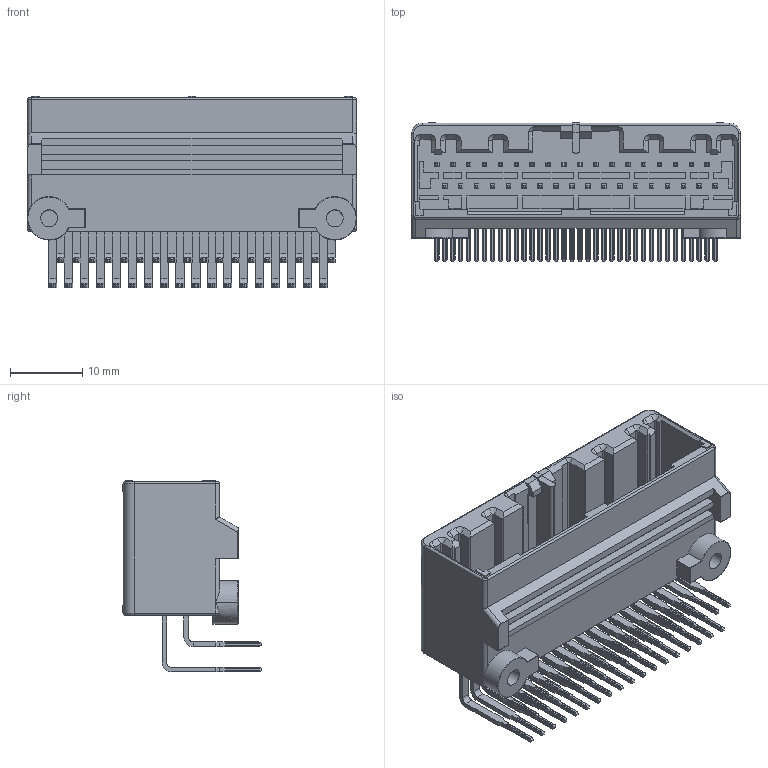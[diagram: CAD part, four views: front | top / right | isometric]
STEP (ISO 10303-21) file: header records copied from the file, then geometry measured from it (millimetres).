
FILE_DESCRIPTION( ('This file contains a STEP AP42 implementation' ,'as created by ZW3D STEP Interface translator.') ,'2;1' );
FILE_NAME( '72230-2MR036ABSNBT1.stp' ,'231026.1718 0', (''), ('ZWCAD Software Co.'), 'Version 1.0', 'ZW3D to STEP translator', '' );
FILE_SCHEMA(('AUTOMOTIVE_DESIGN { 1 0 10303 214 1 1 1 1 }'));
Length unit declared in the file: millimetre
Products named in the file (2): 0; 72230-2MR036ABSNBT1
Bounding box: 45.5 x 19.2 x 26.52 mm (x, y, z)
Volume: 5446.9 mm3; surface area: 9963.1 mm2
Topology: 1 solids, 1 shells, 2755 faces, 8080 edges, 5459 vertices
Faces by surface type: plane 1858, bspline 460, cylinder 423, cone 10, sphere 4
Entity records: 116211 total; most frequent: CARTESIAN_POINT 52432, ORIENTED_EDGE 16160, EDGE_CURVE 8080, DIRECTION 7358, B_SPLINE_CURVE_WITH_KNOTS 5512, VERTEX_POINT 5459, EDGE_LOOP 2895, FACE_OUTER_BOUND 2755
